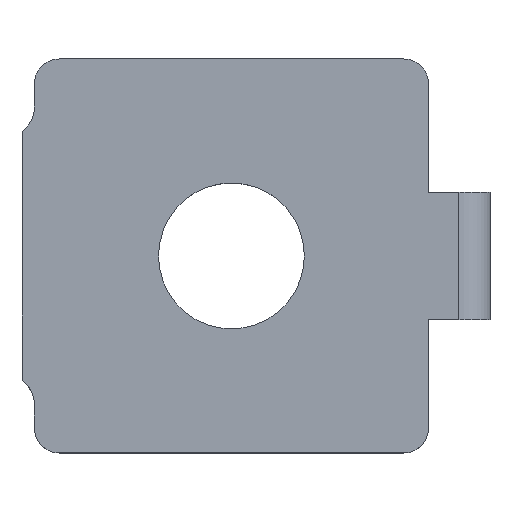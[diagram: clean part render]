
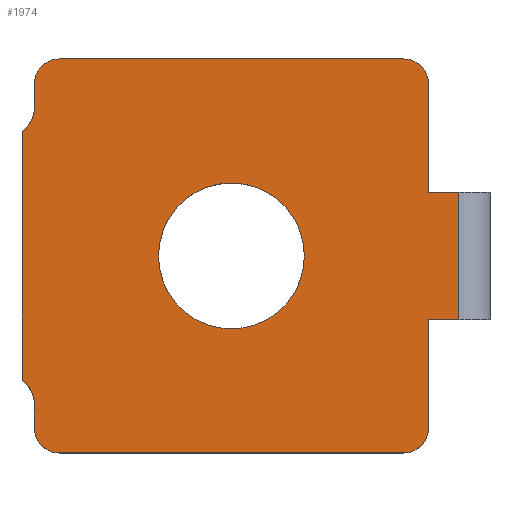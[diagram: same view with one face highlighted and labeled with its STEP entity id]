
A CAD part, top view. The second image highlights one B-rep face of the part: STEP entity #1974.
In plain terms, the highlighted planar face has unit normal (0, 0, 1).
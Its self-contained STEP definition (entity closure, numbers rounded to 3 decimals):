
#1 = CARTESIAN_POINT ( 'NONE',  ( 0., 0., 10. ) ) ;
#22 = DIRECTION ( 'NONE',  ( 1., 0., 0. ) ) ;
#36 = CIRCLE ( 'NONE', #1380, 11.75 ) ;
#46 = CIRCLE ( 'NONE', #489, 4. ) ;
#47 = ORIENTED_EDGE ( 'NONE', *, *, #1364, .T. ) ;
#102 = DIRECTION ( 'NONE',  ( 1., 0., 0. ) ) ;
#110 = FACE_BOUND ( 'NONE', #1984, .T. ) ;
#132 = CARTESIAN_POINT ( 'NONE',  ( 31.75, -27.75, 10. ) ) ;
#137 = VERTEX_POINT ( 'NONE', #738 ) ;
#144 = ORIENTED_EDGE ( 'NONE', *, *, #1753, .T. ) ;
#147 = ORIENTED_EDGE ( 'NONE', *, *, #1719, .F. ) ;
#182 = CARTESIAN_POINT ( 'NONE',  ( 31.75, 27.75, 10. ) ) ;
#199 = ORIENTED_EDGE ( 'NONE', *, *, #954, .T. ) ;
#207 = ORIENTED_EDGE ( 'NONE', *, *, #677, .T. ) ;
#225 = VECTOR ( 'NONE', #1787, 1000. ) ;
#229 = ORIENTED_EDGE ( 'NONE', *, *, #870, .T. ) ;
#232 = ORIENTED_EDGE ( 'NONE', *, *, #413, .F. ) ;
#262 = ORIENTED_EDGE ( 'NONE', *, *, #710, .F. ) ;
#273 = CARTESIAN_POINT ( 'NONE',  ( 27.75, 27.75, 10. ) ) ;
#284 = CARTESIAN_POINT ( 'NONE',  ( -27.75, -31.75, 10. ) ) ;
#301 = CIRCLE ( 'NONE', #1205, 4. ) ;
#307 = VERTEX_POINT ( 'NONE', #808 ) ;
#318 = DIRECTION ( 'NONE',  ( 0., -1., 0. ) ) ;
#321 = LINE ( 'NONE', #1957, #598 ) ;
#373 = CIRCLE ( 'NONE', #747, 4. ) ;
#394 = VERTEX_POINT ( 'NONE', #1480 ) ;
#409 = DIRECTION ( 'NONE',  ( 1., 0., 0. ) ) ;
#413 = EDGE_CURVE ( 'NONE', #1039, #1116, #1592, .T. ) ;
#417 = DIRECTION ( 'NONE',  ( 0., 1., 0. ) ) ;
#427 = CARTESIAN_POINT ( 'NONE',  ( -27.75, 27.75, 10. ) ) ;
#451 = CARTESIAN_POINT ( 'NONE',  ( -31.75, 27.75, 10. ) ) ;
#460 = DIRECTION ( 'NONE',  ( 1., 0., 0. ) ) ;
#489 = AXIS2_PLACEMENT_3D ( 'NONE', #273, #1634, #409 ) ;
#495 = VERTEX_POINT ( 'NONE', #1657 ) ;
#547 = EDGE_CURVE ( 'NONE', #1740, #1130, #1356, .T. ) ;
#558 = CARTESIAN_POINT ( 'NONE',  ( 0., 31.75, 10. ) ) ;
#561 = ORIENTED_EDGE ( 'NONE', *, *, #915, .T. ) ;
#579 = VECTOR ( 'NONE', #1735, 1000. ) ;
#586 = CARTESIAN_POINT ( 'NONE',  ( 27.75, 31.75, 10. ) ) ;
#595 = DIRECTION ( 'NONE',  ( 0., 0., 1. ) ) ;
#598 = VECTOR ( 'NONE', #1807, 1000. ) ;
#600 = CARTESIAN_POINT ( 'NONE',  ( -31.75, -24., 10. ) ) ;
#661 = AXIS2_PLACEMENT_3D ( 'NONE', #781, #790, #22 ) ;
#663 = DIRECTION ( 'NONE',  ( -1., 0., 0. ) ) ;
#677 = EDGE_CURVE ( 'NONE', #307, #1899, #321, .T. ) ;
#683 = EDGE_CURVE ( 'NONE', #1829, #1811, #856, .T. ) ;
#686 = LINE ( 'NONE', #757, #1355 ) ;
#710 = EDGE_CURVE ( 'NONE', #1412, #878, #1830, .T. ) ;
#711 = EDGE_CURVE ( 'NONE', #1829, #1180, #373, .T. ) ;
#721 = ORIENTED_EDGE ( 'NONE', *, *, #1203, .T. ) ;
#738 = CARTESIAN_POINT ( 'NONE',  ( -31.75, 24., 10. ) ) ;
#747 = AXIS2_PLACEMENT_3D ( 'NONE', #427, #595, #460 ) ;
#757 = CARTESIAN_POINT ( 'NONE',  ( 0., 10.25, 10. ) ) ;
#777 = VECTOR ( 'NONE', #318, 1000. ) ;
#780 = VECTOR ( 'NONE', #2003, 1000. ) ;
#781 = CARTESIAN_POINT ( 'NONE',  ( 0., 0., 10. ) ) ;
#790 = DIRECTION ( 'NONE',  ( 0., 0., 1. ) ) ;
#796 = CARTESIAN_POINT ( 'NONE',  ( 0., 0., 10. ) ) ;
#808 = CARTESIAN_POINT ( 'NONE',  ( 36.666, -10.25, 10. ) ) ;
#823 = ORIENTED_EDGE ( 'NONE', *, *, #1722, .T. ) ;
#838 = CARTESIAN_POINT ( 'NONE',  ( -36.75, -24., 10. ) ) ;
#840 = EDGE_CURVE ( 'NONE', #1180, #137, #1261, .T. ) ;
#848 = CIRCLE ( 'NONE', #2012, 11.75 ) ;
#856 = LINE ( 'NONE', #558, #225 ) ;
#870 = EDGE_CURVE ( 'NONE', #1664, #1853, #977, .T. ) ;
#875 = AXIS2_PLACEMENT_3D ( 'NONE', #1101, #1393, #1251 ) ;
#878 = VERTEX_POINT ( 'NONE', #965 ) ;
#886 = ORIENTED_EDGE ( 'NONE', *, *, #1910, .T. ) ;
#890 = CARTESIAN_POINT ( 'NONE',  ( 11.75, 0., 10. ) ) ;
#906 = CARTESIAN_POINT ( 'NONE',  ( -31.75, -27.75, 10. ) ) ;
#913 = DIRECTION ( 'NONE',  ( 0., 0., -1. ) ) ;
#915 = EDGE_CURVE ( 'NONE', #495, #1740, #1997, .T. ) ;
#926 = CIRCLE ( 'NONE', #1093, 4. ) ;
#931 = DIRECTION ( 'NONE',  ( 1., 0., 0. ) ) ;
#934 = CARTESIAN_POINT ( 'NONE',  ( -11.75, 0., 10. ) ) ;
#954 = EDGE_CURVE ( 'NONE', #1130, #1664, #301, .T. ) ;
#956 = AXIS2_PLACEMENT_3D ( 'NONE', #838, #988, #1915 ) ;
#960 = PLANE ( 'NONE',  #661 ) ;
#965 = CARTESIAN_POINT ( 'NONE',  ( 31.75, 10.25, 10. ) ) ;
#971 = ORIENTED_EDGE ( 'NONE', *, *, #547, .T. ) ;
#977 = LINE ( 'NONE', #1410, #579 ) ;
#988 = DIRECTION ( 'NONE',  ( 0., 0., -1. ) ) ;
#998 = VECTOR ( 'NONE', #1936, 1000. ) ;
#1039 = VERTEX_POINT ( 'NONE', #1804 ) ;
#1053 = CARTESIAN_POINT ( 'NONE',  ( 27.75, -31.75, 10. ) ) ;
#1077 = CARTESIAN_POINT ( 'NONE',  ( -31.75, 0., 10. ) ) ;
#1093 = AXIS2_PLACEMENT_3D ( 'NONE', #1489, #1176, #1329 ) ;
#1101 = CARTESIAN_POINT ( 'NONE',  ( -36.75, 24., 10. ) ) ;
#1116 = VERTEX_POINT ( 'NONE', #132 ) ;
#1120 = EDGE_LOOP ( 'NONE', ( #721, #207, #1890, #262, #144, #1299, #1822, #1434, #47, #147, #561, #971, #199, #229, #823, #232 ) ) ;
#1123 = CARTESIAN_POINT ( 'NONE',  ( 0., -10.25, 10. ) ) ;
#1130 = VERTEX_POINT ( 'NONE', #906 ) ;
#1176 = DIRECTION ( 'NONE',  ( 0., 0., 1. ) ) ;
#1180 = VERTEX_POINT ( 'NONE', #451 ) ;
#1203 = EDGE_CURVE ( 'NONE', #1039, #307, #1802, .T. ) ;
#1205 = AXIS2_PLACEMENT_3D ( 'NONE', #1775, #1923, #102 ) ;
#1221 = CARTESIAN_POINT ( 'NONE',  ( -27.75, 31.75, 10. ) ) ;
#1223 = VECTOR ( 'NONE', #417, 1000. ) ;
#1251 = DIRECTION ( 'NONE',  ( 1., 0., 0. ) ) ;
#1261 = LINE ( 'NONE', #1417, #1548 ) ;
#1269 = DIRECTION ( 'NONE',  ( 0., 0., -1. ) ) ;
#1299 = ORIENTED_EDGE ( 'NONE', *, *, #683, .F. ) ;
#1329 = DIRECTION ( 'NONE',  ( 1., 0., 0. ) ) ;
#1337 = CARTESIAN_POINT ( 'NONE',  ( -33.75, 20., 10. ) ) ;
#1355 = VECTOR ( 'NONE', #931, 1000. ) ;
#1356 = LINE ( 'NONE', #1077, #777 ) ;
#1364 = EDGE_CURVE ( 'NONE', #137, #394, #1786, .T. ) ;
#1371 = DIRECTION ( 'NONE',  ( -1., 0., 0. ) ) ;
#1380 = AXIS2_PLACEMENT_3D ( 'NONE', #796, #1269, #663 ) ;
#1393 = DIRECTION ( 'NONE',  ( 0., 0., -1. ) ) ;
#1406 = VECTOR ( 'NONE', #1577, 1000. ) ;
#1410 = CARTESIAN_POINT ( 'NONE',  ( 0., -31.75, 10. ) ) ;
#1412 = VERTEX_POINT ( 'NONE', #182 ) ;
#1417 = CARTESIAN_POINT ( 'NONE',  ( -31.75, 0., 10. ) ) ;
#1434 = ORIENTED_EDGE ( 'NONE', *, *, #840, .T. ) ;
#1480 = CARTESIAN_POINT ( 'NONE',  ( -33.75, 20., 10. ) ) ;
#1489 = CARTESIAN_POINT ( 'NONE',  ( 27.75, -27.75, 10. ) ) ;
#1516 = EDGE_CURVE ( 'NONE', #1982, #1685, #36, .T. ) ;
#1548 = VECTOR ( 'NONE', #1570, 1000. ) ;
#1567 = LINE ( 'NONE', #1337, #1223 ) ;
#1570 = DIRECTION ( 'NONE',  ( 0., -1., 0. ) ) ;
#1577 = DIRECTION ( 'NONE',  ( 1., 0., 0. ) ) ;
#1592 = LINE ( 'NONE', #1626, #998 ) ;
#1598 = ORIENTED_EDGE ( 'NONE', *, *, #1516, .T. ) ;
#1623 = CARTESIAN_POINT ( 'NONE',  ( 31.75, 0., 10. ) ) ;
#1626 = CARTESIAN_POINT ( 'NONE',  ( 31.75, 0., 10. ) ) ;
#1634 = DIRECTION ( 'NONE',  ( 0., 0., 1. ) ) ;
#1657 = CARTESIAN_POINT ( 'NONE',  ( -33.75, -20., 10. ) ) ;
#1664 = VERTEX_POINT ( 'NONE', #284 ) ;
#1685 = VERTEX_POINT ( 'NONE', #890 ) ;
#1703 = FACE_OUTER_BOUND ( 'NONE', #1120, .T. ) ;
#1719 = EDGE_CURVE ( 'NONE', #495, #394, #1567, .T. ) ;
#1722 = EDGE_CURVE ( 'NONE', #1853, #1116, #926, .T. ) ;
#1735 = DIRECTION ( 'NONE',  ( 1., 0., 0. ) ) ;
#1740 = VERTEX_POINT ( 'NONE', #600 ) ;
#1753 = EDGE_CURVE ( 'NONE', #1412, #1811, #46, .T. ) ;
#1775 = CARTESIAN_POINT ( 'NONE',  ( -27.75, -27.75, 10. ) ) ;
#1786 = CIRCLE ( 'NONE', #875, 5. ) ;
#1787 = DIRECTION ( 'NONE',  ( 1., 0., 0. ) ) ;
#1802 = LINE ( 'NONE', #1123, #1406 ) ;
#1804 = CARTESIAN_POINT ( 'NONE',  ( 31.75, -10.25, 10. ) ) ;
#1807 = DIRECTION ( 'NONE',  ( 0., 1., 0. ) ) ;
#1811 = VERTEX_POINT ( 'NONE', #586 ) ;
#1822 = ORIENTED_EDGE ( 'NONE', *, *, #711, .T. ) ;
#1829 = VERTEX_POINT ( 'NONE', #1221 ) ;
#1830 = LINE ( 'NONE', #1623, #780 ) ;
#1838 = EDGE_CURVE ( 'NONE', #878, #1899, #686, .T. ) ;
#1846 = CARTESIAN_POINT ( 'NONE',  ( 36.666, 10.25, 10. ) ) ;
#1853 = VERTEX_POINT ( 'NONE', #1053 ) ;
#1890 = ORIENTED_EDGE ( 'NONE', *, *, #1838, .F. ) ;
#1899 = VERTEX_POINT ( 'NONE', #1846 ) ;
#1910 = EDGE_CURVE ( 'NONE', #1685, #1982, #848, .T. ) ;
#1915 = DIRECTION ( 'NONE',  ( 1., 0., 0. ) ) ;
#1923 = DIRECTION ( 'NONE',  ( 0., 0., 1. ) ) ;
#1936 = DIRECTION ( 'NONE',  ( 0., -1., 0. ) ) ;
#1957 = CARTESIAN_POINT ( 'NONE',  ( 36.666, 10.25, 10. ) ) ;
#1974 = ADVANCED_FACE ( 'NONE', ( #110, #1703 ), #960, .T. ) ;
#1982 = VERTEX_POINT ( 'NONE', #934 ) ;
#1984 = EDGE_LOOP ( 'NONE', ( #1598, #886 ) ) ;
#1997 = CIRCLE ( 'NONE', #956, 5. ) ;
#2003 = DIRECTION ( 'NONE',  ( 0., -1., 0. ) ) ;
#2012 = AXIS2_PLACEMENT_3D ( 'NONE', #1, #913, #1371 ) ;
